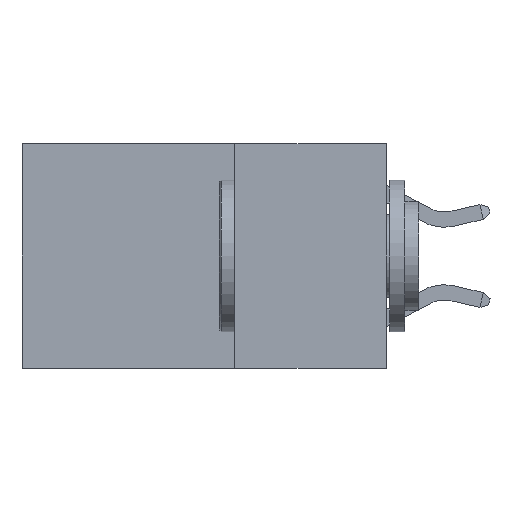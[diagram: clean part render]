
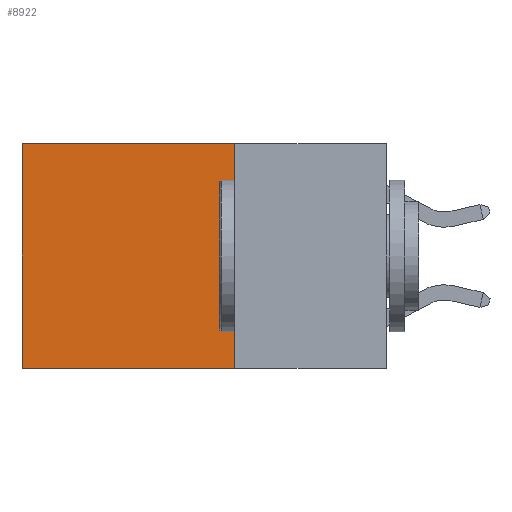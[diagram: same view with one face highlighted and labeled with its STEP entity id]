
A CAD part, left-side view. The second image highlights one B-rep face of the part: STEP entity #8922.
In plain terms, the highlighted planar face has unit normal (-1, 0, 0).
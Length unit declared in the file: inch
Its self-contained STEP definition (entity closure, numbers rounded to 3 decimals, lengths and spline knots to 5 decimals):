
#92 = EDGE_CURVE ( 'NONE', #2567, #4517, #8236, .T. ) ;
#158 = PLANE ( 'NONE',  #4486 ) ;
#173 = EDGE_LOOP ( 'NONE', ( #7685, #3780, #7190, #4186 ) ) ;
#342 = CARTESIAN_POINT ( 'NONE',  ( 0.2625, 0.25, 0. ) ) ;
#681 = DIRECTION ( 'NONE',  ( 0., 0., -1. ) ) ;
#1074 = VECTOR ( 'NONE', #4807, 39.37008 ) ;
#2099 = CARTESIAN_POINT ( 'NONE',  ( 0.2625, 0.6, 0. ) ) ;
#2365 = VERTEX_POINT ( 'NONE', #6938 ) ;
#2567 = VERTEX_POINT ( 'NONE', #6499 ) ;
#2954 = CARTESIAN_POINT ( 'NONE',  ( 0.2625, 0.25, -0.37 ) ) ;
#3078 = CARTESIAN_POINT ( 'NONE',  ( 0.2625, 0.25, 0. ) ) ;
#3768 = VECTOR ( 'NONE', #681, 39.37008 ) ;
#3780 = ORIENTED_EDGE ( 'NONE', *, *, #8392, .F. ) ;
#3880 = DIRECTION ( 'NONE',  ( 0., 1., 0. ) ) ;
#4010 = LINE ( 'NONE', #342, #1074 ) ;
#4186 = ORIENTED_EDGE ( 'NONE', *, *, #7330, .T. ) ;
#4328 = CARTESIAN_POINT ( 'NONE',  ( 0.2625, 0.25, 0. ) ) ;
#4486 = AXIS2_PLACEMENT_3D ( 'NONE', #3078, #6059, #5919 ) ;
#4517 = VERTEX_POINT ( 'NONE', #4764 ) ;
#4710 = EDGE_CURVE ( 'NONE', #9020, #2365, #8802, .T. ) ;
#4764 = CARTESIAN_POINT ( 'NONE',  ( 0.2625, 0.25, -0.37 ) ) ;
#4807 = DIRECTION ( 'NONE',  ( 0., 1., 0. ) ) ;
#5203 = DIRECTION ( 'NONE',  ( 0., 0., -1. ) ) ;
#5429 = CARTESIAN_POINT ( 'NONE',  ( 0.2625, 0.6, 0. ) ) ;
#5557 = VECTOR ( 'NONE', #5203, 39.37008 ) ;
#5873 = VECTOR ( 'NONE', #3880, 39.37008 ) ;
#5919 = DIRECTION ( 'NONE',  ( 0., 0., -1. ) ) ;
#6059 = DIRECTION ( 'NONE',  ( 1., 0., 0. ) ) ;
#6499 = CARTESIAN_POINT ( 'NONE',  ( 0.2625, 0.25, 0. ) ) ;
#6661 = LINE ( 'NONE', #2954, #5873 ) ;
#6799 = FACE_OUTER_BOUND ( 'NONE', #173, .T. ) ;
#6938 = CARTESIAN_POINT ( 'NONE',  ( 0.2625, 0.6, -0.37 ) ) ;
#7190 = ORIENTED_EDGE ( 'NONE', *, *, #92, .F. ) ;
#7330 = EDGE_CURVE ( 'NONE', #2567, #9020, #4010, .T. ) ;
#7685 = ORIENTED_EDGE ( 'NONE', *, *, #4710, .T. ) ;
#8236 = LINE ( 'NONE', #4328, #5557 ) ;
#8392 = EDGE_CURVE ( 'NONE', #4517, #2365, #6661, .T. ) ;
#8802 = LINE ( 'NONE', #2099, #3768 ) ;
#8922 = ADVANCED_FACE ( 'NONE', ( #6799 ), #158, .F. ) ;
#9020 = VERTEX_POINT ( 'NONE', #5429 ) ;
